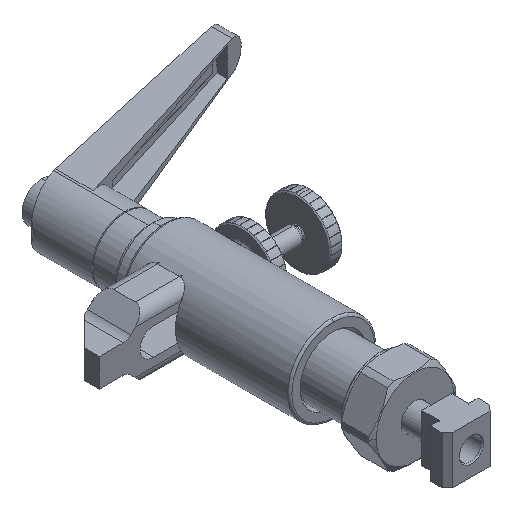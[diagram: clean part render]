
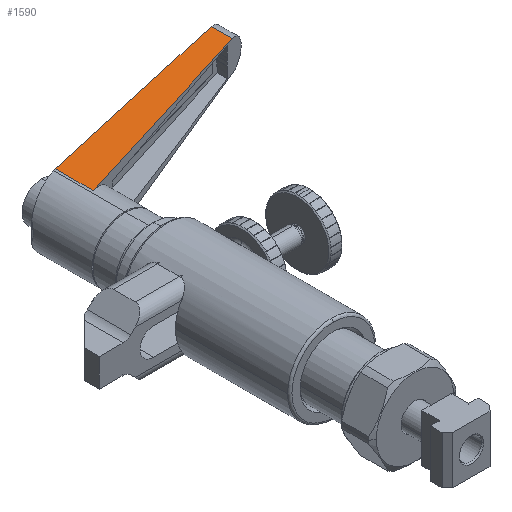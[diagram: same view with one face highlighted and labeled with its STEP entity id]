
A CAD part, isometric view. The second image highlights one B-rep face of the part: STEP entity #1590.
In plain terms, the highlighted planar face has unit normal (0.079, 0, 0.997).
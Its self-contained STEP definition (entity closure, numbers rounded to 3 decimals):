
#1590=ADVANCED_FACE('',(#3201),#3202,.F.);
#3201=FACE_OUTER_BOUND('',#4829,.T.);
#3202=PLANE('',#4830);
#4829=EDGE_LOOP('',(#9203,#9204,#9205,#9206));
#4830=AXIS2_PLACEMENT_3D('',#9207,#9208,#9209);
#9203=ORIENTED_EDGE('',*,*,#10996,.F.);
#9204=ORIENTED_EDGE('',*,*,#10956,.T.);
#9205=ORIENTED_EDGE('',*,*,#10980,.F.);
#9206=ORIENTED_EDGE('',*,*,#11044,.F.);
#9207=CARTESIAN_POINT('',(1.188,197.0,14.953));
#9208=DIRECTION('',(-0.079,0.0,-0.997));
#9209=DIRECTION('',(-0.997,0.0,0.079));
#10956=EDGE_CURVE('',#13318,#13316,#13319,.T.);
#10980=EDGE_CURVE('',#13354,#13316,#13356,.T.);
#10996=EDGE_CURVE('',#13318,#13384,#13385,.T.);
#11044=EDGE_CURVE('',#13384,#13354,#13455,.T.);
#13316=VERTEX_POINT('',#16783);
#13318=VERTEX_POINT('',#16785);
#13319=LINE('',#16786,#16787);
#13354=VERTEX_POINT('',#16837);
#13356=LINE('',#16839,#16840);
#13384=VERTEX_POINT('',#16876);
#13385=LINE('',#16877,#16878);
#13455=LINE('',#17002,#17003);
#16783=CARTESIAN_POINT('',(1.188,148.924,14.953));
#16785=CARTESIAN_POINT('',(1.188,166.372,14.953));
#16786=CARTESIAN_POINT('',(1.188,166.372,14.953));
#16787=VECTOR('',#19001,17.449);
#16837=CARTESIAN_POINT('',(101.554,185.454,6.978));
#16839=CARTESIAN_POINT('',(101.554,185.454,6.978));
#16840=VECTOR('',#19040,107.105);
#16876=CARTESIAN_POINT('',(101.554,195.152,6.978));
#16877=CARTESIAN_POINT('',(1.188,166.372,14.953));
#16878=VECTOR('',#19067,104.715);
#17002=CARTESIAN_POINT('',(101.554,195.152,6.978));
#17003=VECTOR('',#19128,9.698);
#19001=DIRECTION('',(0.0,-1.0,0.0));
#19040=DIRECTION('',(-0.937,-0.341,0.074));
#19067=DIRECTION('',(0.958,0.275,-0.076));
#19128=DIRECTION('',(0.0,-1.0,0.0));
